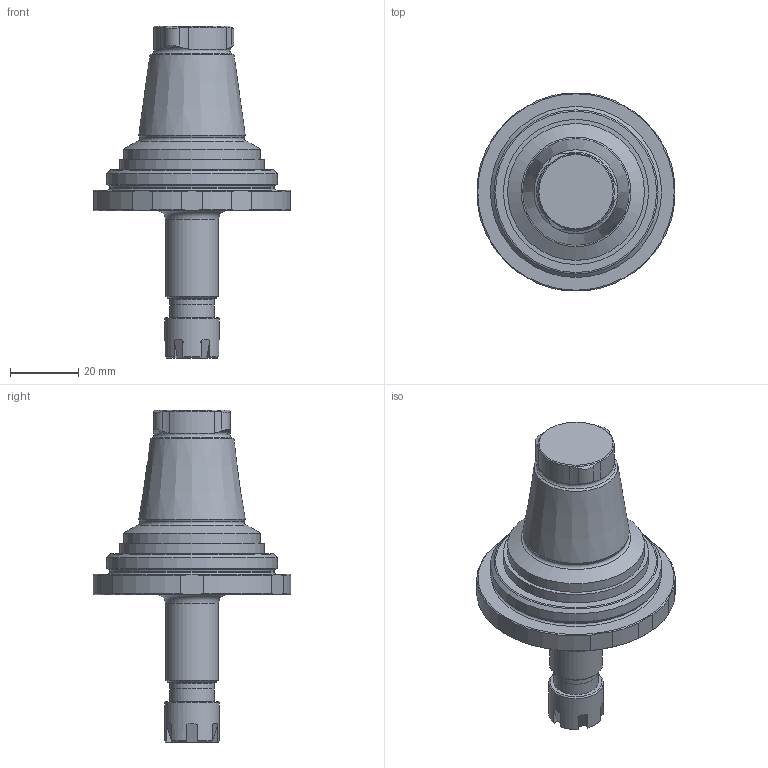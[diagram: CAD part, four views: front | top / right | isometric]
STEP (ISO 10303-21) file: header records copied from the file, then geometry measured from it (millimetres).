
FILE_DESCRIPTION(/* description */ ('Unknown'),/* implementation_level */ '2;1');
FILE_NAME(/* name */ '320032007-50',/* time_stamp */ '2020-07-23T13:12:13+02:00',/* author */ ('KS'),/* organization */ ('WTO'),/* preprocessor_version */ 'ST-DEVELOPER v16.7',/* originating_system */ 'DEX',/* authorisation */ $);
FILE_SCHEMA (('AUTOMOTIVE_DESIGN {1 0 10303 214 3 1 1}'));
Length unit declared in the file: millimetre
Products named in the file (1): 089133_320032007-50_vereinfacht_STL_00296924
Bounding box: 57.6 x 57.7 x 97 mm (x, y, z)
Volume: 62222.6 mm3; surface area: 13897.1 mm2
Topology: 1 solids, 1 shells, 99 faces, 243 edges, 154 vertices
Faces by surface type: plane 36, cylinder 31, cone 25, torus 7
Full cylindrical faces by diameter (mm): 7.5 x1, 8.4 x1, 13 x2, 13.2 x1, 15.5 x1, 16 x1, 40 x1, 42.4 x1, 48.1 x1, 50 x1
Entity records: 2778 total; most frequent: CARTESIAN_POINT 614, DIRECTION 436, ORIENTED_EDGE 410, EDGE_CURVE 205, AXIS2_PLACEMENT_3D 183, VERTEX_POINT 147, EDGE_LOOP 138, FACE_BOUND 138
